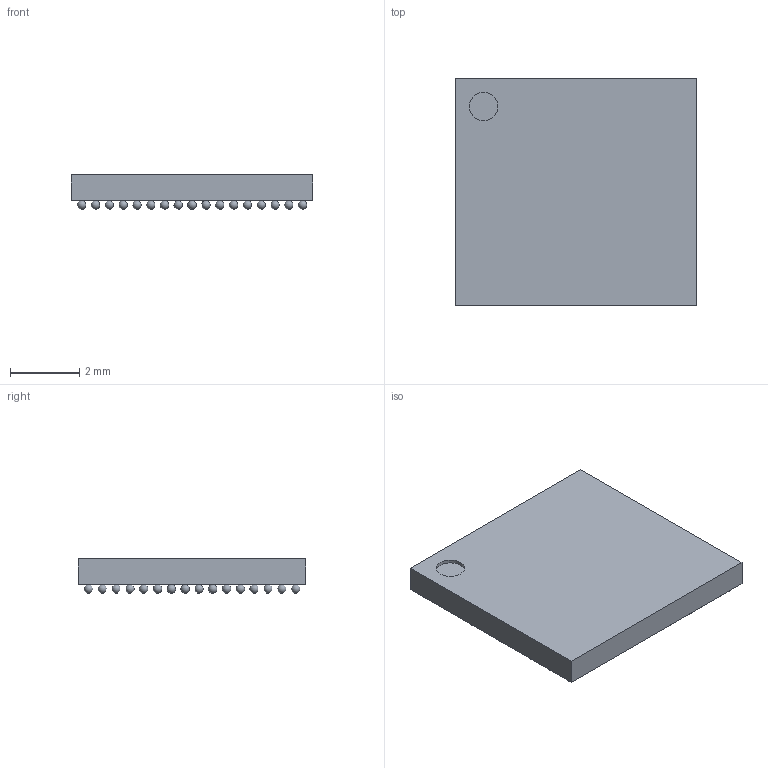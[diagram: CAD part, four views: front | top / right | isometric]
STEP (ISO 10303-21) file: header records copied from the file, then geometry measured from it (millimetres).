
FILE_DESCRIPTION(('FreeCAD Model'),'2;1');
FILE_NAME('18742189.1.1.stp','2025-01-19T09:24:41',( 'Author'),(''),'Open CASCADE STEP processor 6.9','FreeCAD','Unknown' );
FILE_SCHEMA(('AUTOMOTIVE_DESIGN { 1 0 10303 214 1 1 1 1 }'));
Length unit declared in the file: millimetre
Products named in the file (211): ASSEMBLY; A1; A2; A3; A4; A5; A6; A7; A8; A9; A10; A12; A13; A14; A15; A16; A17; B1; B2; B3; B4; B5; B6; B7; B8; B9; B10; B11; B12; B13; B14; B15; B16; B17; C2; C4; C5; C6; C7; C8 ...
Assembly tree (210 placements, depth 2):
  ASSEMBLY
    A1
    A2
    A3
    A4
    A5
    A6
    A7
    A8
    A9
    A10
    A12
    A13
    A14
    A15
    A16
    A17
    B1
    B2
    B3
    B4
    B5
    B6
    B7
    B8
    B9
    B10
    B11
    B12
    B13
    B14
    B15
    B16
    B17
    C2
    C4
    C5
    C6
    C7
    C8
    C9
    C10
    C11
    C12
    C17
    D1
    D2
    D3
    D6
    D7
    D8
    D9
    D10
    D11
    D12
    D13
    D14
    D16
    E2
    E3
Bounding box: 7 x 6.6 x 1 mm (x, y, z)
Volume: 36.3 mm3; surface area: 154.1 mm2
Topology: 210 solids, 210 shells, 217 faces, 642 edges, 428 vertices
Faces by surface type: sphere 209, plane 7, cylinder 1
Full cylindrical faces by diameter (mm): 0.825 x1
Entity records: 8796 total; most frequent: DIRECTION 903, CARTESIAN_POINT 692, AXIS2_PLACEMENT_3D 430, PRODUCT_DEFINITION_SHAPE 421, VERTEX_POINT 219, FACE_BOUND 218, ADVANCED_FACE 217, SHAPE_DEFINITION_REPRESENTATION 211
